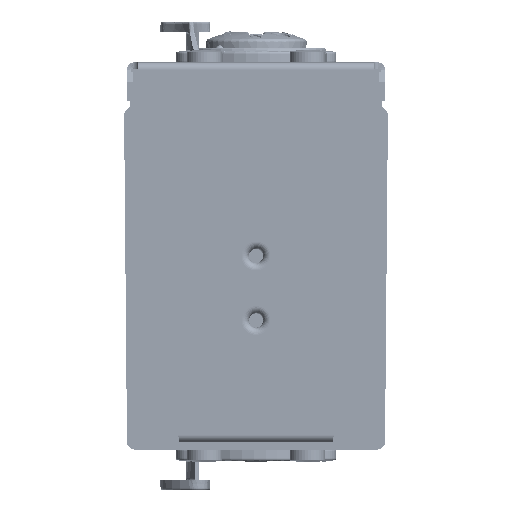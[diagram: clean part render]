
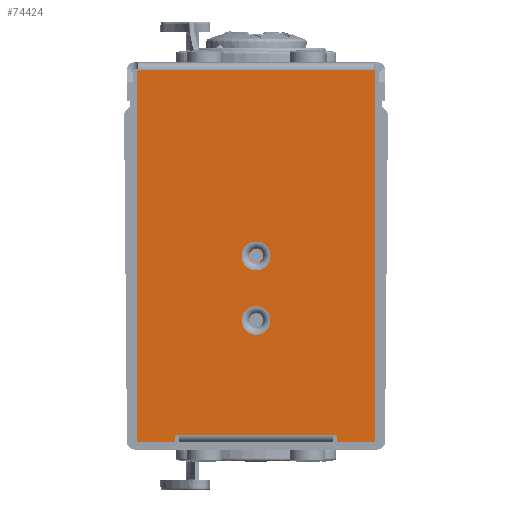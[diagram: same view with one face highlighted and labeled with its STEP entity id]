
A CAD part, left-side view. The second image highlights one B-rep face of the part: STEP entity #74424.
In plain terms, the highlighted planar face has unit normal (-1, 0, 0).
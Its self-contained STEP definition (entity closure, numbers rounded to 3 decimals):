
#14456=CARTESIAN_POINT('',(-75.,18.315,-0.2));
#14462=CARTESIAN_POINT('',(-75.,-18.315,-0.2));
#14482=DIRECTION('',(0.,1.,0.));
#14483=VECTOR('',#14482,36.63);
#14484=CARTESIAN_POINT('',(-75.,-18.315,-0.2));
#14485=LINE('',#14484,#14483);
#14498=CARTESIAN_POINT('',(-75.,12.25,-56.95));
#14499=DIRECTION('',(1.,0.,0.));
#14500=DIRECTION('',(0.,1.,0.));
#14501=AXIS2_PLACEMENT_3D('',#14498,#14499,#14500);
#14503=DIRECTION('',(0.,0.,1.));
#14504=VECTOR('',#14503,0.95);
#14505=CARTESIAN_POINT('',(-75.,12.5,-57.9));
#14506=LINE('',#14505,#14504);
#14507=DIRECTION('',(0.,-1.,0.));
#14508=VECTOR('',#14507,6.);
#14509=CARTESIAN_POINT('',(-75.,18.5,-57.9));
#14510=LINE('',#14509,#14508);
#14511=DIRECTION('',(0.,0.,1.));
#14512=VECTOR('',#14511,57.422);
#14513=CARTESIAN_POINT('',(-75.,18.5,-57.9));
#14514=LINE('',#14513,#14512);
#14515=CARTESIAN_POINT('',(-75.,19.229,0.207));
#14516=DIRECTION('',(1.,0.,0.));
#14517=DIRECTION('',(0.,-0.913,-0.407));
#14518=AXIS2_PLACEMENT_3D('',#14515,#14516,#14517);
#14520=CARTESIAN_POINT('',(-75.,-19.229,0.207));
#14521=DIRECTION('',(1.,0.,0.));
#14522=DIRECTION('',(0.,0.729,-0.685));
#14523=AXIS2_PLACEMENT_3D('',#14520,#14521,#14522);
#14525=DIRECTION('',(0.,0.,1.));
#14526=VECTOR('',#14525,57.422);
#14527=CARTESIAN_POINT('',(-75.,-18.5,-57.9));
#14528=LINE('',#14527,#14526);
#14529=DIRECTION('',(0.,-1.,0.));
#14530=VECTOR('',#14529,6.);
#14531=CARTESIAN_POINT('',(-75.,-12.5,-57.9));
#14532=LINE('',#14531,#14530);
#14533=DIRECTION('',(0.,0.,1.));
#14534=VECTOR('',#14533,0.95);
#14535=CARTESIAN_POINT('',(-75.,-12.5,-57.9));
#14536=LINE('',#14535,#14534);
#14537=CARTESIAN_POINT('',(-75.,-12.25,-56.95));
#14538=DIRECTION('',(-1.,0.,0.));
#14539=DIRECTION('',(0.,-1.,0.));
#14540=AXIS2_PLACEMENT_3D('',#14537,#14538,#14539);
#14542=CARTESIAN_POINT('',(-75.,0.,-39.));
#14543=DIRECTION('',(-1.,0.,0.));
#14544=DIRECTION('',(0.,-1.,0.));
#14545=AXIS2_PLACEMENT_3D('',#14542,#14543,#14544);
#14547=CARTESIAN_POINT('',(-75.,0.,-39.));
#14548=DIRECTION('',(-1.,0.,0.));
#14549=DIRECTION('',(0.,1.,0.));
#14550=AXIS2_PLACEMENT_3D('',#14547,#14548,#14549);
#14552=CARTESIAN_POINT('',(-75.,0.,-29.));
#14553=DIRECTION('',(-1.,0.,0.));
#14554=DIRECTION('',(0.,-1.,0.));
#14555=AXIS2_PLACEMENT_3D('',#14552,#14553,#14554);
#14557=CARTESIAN_POINT('',(-75.,0.,-29.));
#14558=DIRECTION('',(-1.,0.,0.));
#14559=DIRECTION('',(0.,1.,0.));
#14560=AXIS2_PLACEMENT_3D('',#14557,#14558,#14559);
#14562=DIRECTION('',(0.,-1.,0.));
#14563=VECTOR('',#14562,24.5);
#14564=CARTESIAN_POINT('',(-75.,12.25,-56.7));
#14565=LINE('',#14564,#14563);
#46077=VERTEX_POINT('',#14456);
#46078=VERTEX_POINT('',#14462);
#46133=CARTESIAN_POINT('',(-75.,18.5,-57.9));
#46134=CARTESIAN_POINT('',(-75.,18.5,-0.478));
#46135=VERTEX_POINT('',#46133);
#46136=VERTEX_POINT('',#46134);
#46141=CARTESIAN_POINT('',(-75.,-18.5,-57.9));
#46142=CARTESIAN_POINT('',(-75.,-18.5,-0.478));
#46143=VERTEX_POINT('',#46141);
#46144=VERTEX_POINT('',#46142);
#46193=CARTESIAN_POINT('',(-75.,12.5,-57.9));
#46194=CARTESIAN_POINT('',(-75.,12.5,-56.95));
#46195=VERTEX_POINT('',#46193);
#46196=VERTEX_POINT('',#46194);
#46203=CARTESIAN_POINT('',(-75.,12.25,-56.7));
#46204=VERTEX_POINT('',#46203);
#46207=CARTESIAN_POINT('',(-75.,-12.5,-57.9));
#46208=CARTESIAN_POINT('',(-75.,-12.5,-56.95));
#46209=VERTEX_POINT('',#46207);
#46210=VERTEX_POINT('',#46208);
#46215=CARTESIAN_POINT('',(-75.,-12.25,-56.7));
#46216=VERTEX_POINT('',#46215);
#46245=CARTESIAN_POINT('',(-75.,-2.23,-39.));
#46246=CARTESIAN_POINT('',(-75.,2.23,-39.));
#46247=VERTEX_POINT('',#46245);
#46248=VERTEX_POINT('',#46246);
#46261=CARTESIAN_POINT('',(-75.,-2.23,-29.));
#46262=CARTESIAN_POINT('',(-75.,2.23,-29.));
#46263=VERTEX_POINT('',#46261);
#46264=VERTEX_POINT('',#46262);
#74384=CARTESIAN_POINT('',(-75.,18.9,1.));
#74385=DIRECTION('',(-1.,0.,0.));
#74386=DIRECTION('',(0.,1.,0.));
#74387=AXIS2_PLACEMENT_3D('',#74384,#74385,#74386);
#74388=PLANE('',#74387);
#74390=ORIENTED_EDGE('',*,*,#74389,.F.);
#74392=ORIENTED_EDGE('',*,*,#74391,.F.);
#74394=ORIENTED_EDGE('',*,*,#74393,.F.);
#74396=ORIENTED_EDGE('',*,*,#74395,.F.);
#74397=ORIENTED_EDGE('',*,*,#74374,.T.);
#74398=ORIENTED_EDGE('',*,*,#74364,.F.);
#74399=ORIENTED_EDGE('',*,*,#74303,.F.);
#74401=ORIENTED_EDGE('',*,*,#74400,.F.);
#74403=ORIENTED_EDGE('',*,*,#74402,.F.);
#74405=ORIENTED_EDGE('',*,*,#74404,.F.);
#74407=ORIENTED_EDGE('',*,*,#74406,.T.);
#74409=ORIENTED_EDGE('',*,*,#74408,.T.);
#74410=EDGE_LOOP('',(#74390,#74392,#74394,#74396,#74397,#74398,#74399,#74401,
#74403,#74405,#74407,#74409));
#74411=FACE_OUTER_BOUND('',#74410,.F.);
#74413=ORIENTED_EDGE('',*,*,#74412,.T.);
#74415=ORIENTED_EDGE('',*,*,#74414,.T.);
#74416=EDGE_LOOP('',(#74413,#74415));
#74417=FACE_BOUND('',#74416,.F.);
#74419=ORIENTED_EDGE('',*,*,#74418,.T.);
#74421=ORIENTED_EDGE('',*,*,#74420,.T.);
#74422=EDGE_LOOP('',(#74419,#74421));
#74423=FACE_BOUND('',#74422,.F.);
#74424=ADVANCED_FACE('',(#74411,#74417,#74423),#74388,.T.);
#14502=CIRCLE('',#14501,0.25);
#14519=CIRCLE('',#14518,1.);
#14524=CIRCLE('',#14523,1.);
#14541=CIRCLE('',#14540,0.25);
#14546=CIRCLE('',#14545,2.23);
#14551=CIRCLE('',#14550,2.23);
#14556=CIRCLE('',#14555,2.23);
#14561=CIRCLE('',#14560,2.23);
#74303=EDGE_CURVE('',#46078,#46077,#14485,.T.);
#74364=EDGE_CURVE('',#46077,#46136,#14519,.T.);
#74374=EDGE_CURVE('',#46135,#46136,#14514,.T.);
#74389=EDGE_CURVE('',#46204,#46216,#14565,.T.);
#74391=EDGE_CURVE('',#46196,#46204,#14502,.T.);
#74393=EDGE_CURVE('',#46195,#46196,#14506,.T.);
#74395=EDGE_CURVE('',#46135,#46195,#14510,.T.);
#74400=EDGE_CURVE('',#46144,#46078,#14524,.T.);
#74402=EDGE_CURVE('',#46143,#46144,#14528,.T.);
#74404=EDGE_CURVE('',#46209,#46143,#14532,.T.);
#74406=EDGE_CURVE('',#46209,#46210,#14536,.T.);
#74408=EDGE_CURVE('',#46210,#46216,#14541,.T.);
#74412=EDGE_CURVE('',#46247,#46248,#14546,.T.);
#74414=EDGE_CURVE('',#46248,#46247,#14551,.T.);
#74418=EDGE_CURVE('',#46263,#46264,#14556,.T.);
#74420=EDGE_CURVE('',#46264,#46263,#14561,.T.);
